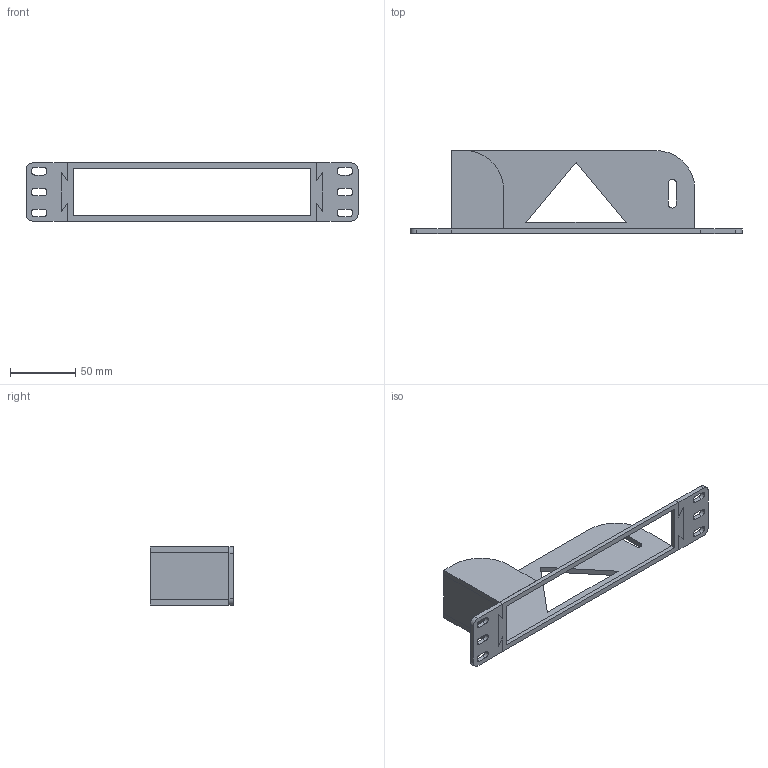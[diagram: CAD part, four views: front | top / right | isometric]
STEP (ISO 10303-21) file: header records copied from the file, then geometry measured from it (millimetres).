
FILE_DESCRIPTION(('FreeCAD Model'),'2;1');
FILE_NAME('Open CASCADE Shape Model','2025-05-15T19:28:15',(''),(''), 'Open CASCADE STEP processor 7.6','FreeCAD','Unknown');
FILE_SCHEMA(('AUTOMOTIVE_DESIGN { 1 0 10303 214 1 1 1 1 }'));
Length unit declared in the file: millimetre
Products named in the file (4): Final with cut; Slice003.0; Slice003.1; Slice003.2
Assembly tree (3 placements, depth 2):
  Final with cut
    Slice003.0
    Slice003.1
    Slice003.2
Bounding box: 254 x 63.5 x 44.5 mm (x, y, z)
Volume: 70755.8 mm3; surface area: 43236.9 mm2
Topology: 3 solids, 3 shells, 128 faces, 359 edges, 235 vertices
Faces by surface type: plane 90, cylinder 38
Entity records: 8974 total; most frequent: CARTESIAN_POINT 1588, DIRECTION 1393, LINE 925, VECTOR 925, ORIENTED_EDGE 722, PCURVE 718, DEFINITIONAL_REPRESENTATION 718, EDGE_CURVE 359
